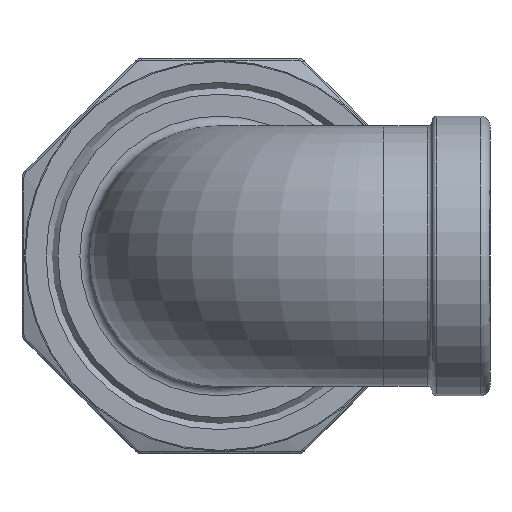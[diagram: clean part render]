
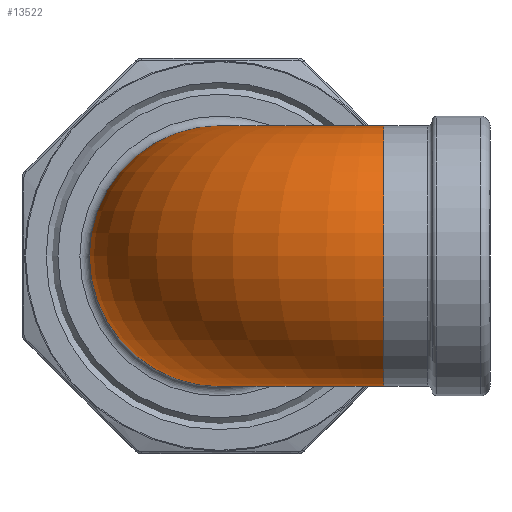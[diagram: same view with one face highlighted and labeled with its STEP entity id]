
A CAD part, left-side view. The second image highlights one B-rep face of the part: STEP entity #13522.
In plain terms, the highlighted toroidal (fillet/blend) face has major radius 17 mm and minor radius 13.5 mm.
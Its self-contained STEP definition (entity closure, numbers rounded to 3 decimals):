
#519 = DIRECTION ( 'NONE',  ( 1., 0., 0. ) ) ;
#1482 = FACE_OUTER_BOUND ( 'NONE', #1885, .T. ) ;
#1885 = EDGE_LOOP ( 'NONE', ( #7106 ) ) ;
#2531 = CARTESIAN_POINT ( 'NONE',  ( -19., -13.5, 0. ) ) ;
#2643 = AXIS2_PLACEMENT_3D ( 'NONE', #8384, #9051, #2910 ) ;
#2910 = DIRECTION ( 'NONE',  ( 0., -1., 0. ) ) ;
#3150 = VERTEX_POINT ( 'NONE', #17435 ) ;
#3533 = DIRECTION ( 'NONE',  ( 1., 0., 0. ) ) ;
#5683 = EDGE_CURVE ( 'NONE', #3150, #3150, #16287, .T. ) ;
#6425 = CARTESIAN_POINT ( 'NONE',  ( -36., -17., 0. ) ) ;
#7106 = ORIENTED_EDGE ( 'NONE', *, *, #17488, .T. ) ;
#8384 = CARTESIAN_POINT ( 'NONE',  ( -19., 0., 0. ) ) ;
#9051 = DIRECTION ( 'NONE',  ( -1., 0., 0. ) ) ;
#10450 = AXIS2_PLACEMENT_3D ( 'NONE', #14217, #10873, #519 ) ;
#10873 = DIRECTION ( 'NONE',  ( 0., 0., 1. ) ) ;
#11342 = VERTEX_POINT ( 'NONE', #2531 ) ;
#12361 = AXIS2_PLACEMENT_3D ( 'NONE', #6425, #17998, #3533 ) ;
#13016 = CIRCLE ( 'NONE', #2643, 13.5 ) ;
#13522 = ADVANCED_FACE ( 'NONE', ( #14565, #1482 ), #16794, .T. ) ;
#14152 = ORIENTED_EDGE ( 'NONE', *, *, #5683, .F. ) ;
#14217 = CARTESIAN_POINT ( 'NONE',  ( -19., -17., 0. ) ) ;
#14565 = FACE_OUTER_BOUND ( 'NONE', #15648, .T. ) ;
#15648 = EDGE_LOOP ( 'NONE', ( #14152 ) ) ;
#16287 = CIRCLE ( 'NONE', #12361, 13.5 ) ;
#16794 = TOROIDAL_SURFACE ( 'NONE', #10450, 17., 13.5 ) ;
#17435 = CARTESIAN_POINT ( 'NONE',  ( -22.5, -17., 0. ) ) ;
#17488 = EDGE_CURVE ( 'NONE', #11342, #11342, #13016, .T. ) ;
#17998 = DIRECTION ( 'NONE',  ( 0., -1., 0. ) ) ;
